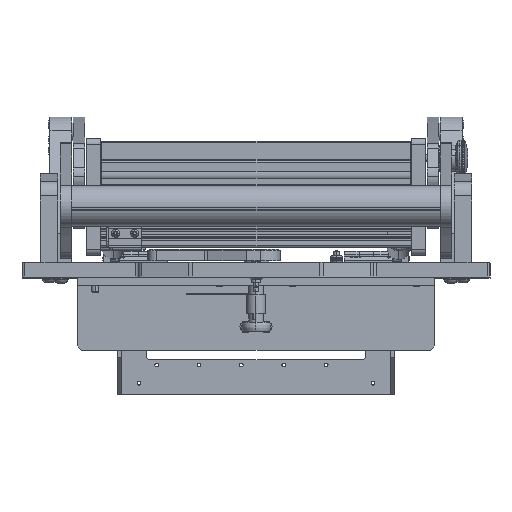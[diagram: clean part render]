
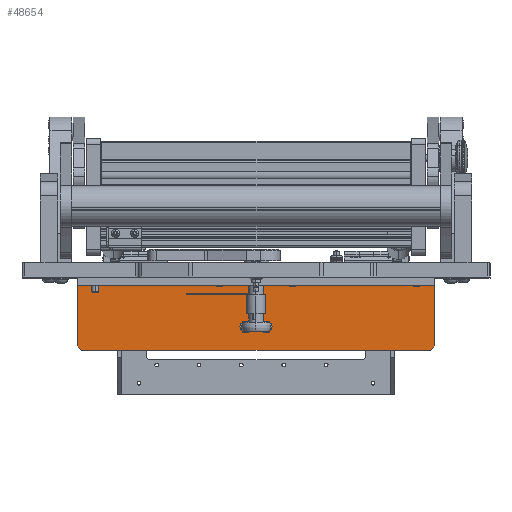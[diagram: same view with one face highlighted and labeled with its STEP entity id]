
A CAD part, top view. The second image highlights one B-rep face of the part: STEP entity #48654.
In plain terms, the highlighted face is planar.
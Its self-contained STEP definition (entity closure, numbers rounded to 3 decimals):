
#92 = ORIENTED_EDGE ( 'NONE', *, *, #81550, .T. ) ;
#1266 = CIRCLE ( 'NONE', #84269, 1.7 ) ;
#1458 = VERTEX_POINT ( 'NONE', #17170 ) ;
#2444 = EDGE_CURVE ( 'NONE', #21857, #75424, #56173, .T. ) ;
#2702 = DIRECTION ( 'NONE',  ( 0., -1., 0. ) ) ;
#4770 = CARTESIAN_POINT ( 'NONE',  ( -6., -47., 122. ) ) ;
#4864 = CARTESIAN_POINT ( 'NONE',  ( -6., -34., 5.3 ) ) ;
#5128 = DIRECTION ( 'NONE',  ( 0., 1., 0. ) ) ;
#5205 = VECTOR ( 'NONE', #2702, 1000. ) ;
#10084 = PLANE ( 'NONE',  #59945 ) ;
#12554 = DIRECTION ( 'NONE',  ( 0., -1., 0. ) ) ;
#14285 = EDGE_CURVE ( 'NONE', #76807, #39750, #78630, .T. ) ;
#17170 = CARTESIAN_POINT ( 'NONE',  ( -6., -6., -122. ) ) ;
#19518 = CARTESIAN_POINT ( 'NONE',  ( -6., -50., 119. ) ) ;
#19950 = VECTOR ( 'NONE', #12554, 1000. ) ;
#21857 = VERTEX_POINT ( 'NONE', #19518 ) ;
#24122 = DIRECTION ( 'NONE',  ( 1., 0., 0. ) ) ;
#25214 = DIRECTION ( 'NONE',  ( 0., 1., 0. ) ) ;
#25248 = CARTESIAN_POINT ( 'NONE',  ( -6., -6., 122. ) ) ;
#26591 = EDGE_CURVE ( 'NONE', #71756, #75424, #80921, .T. ) ;
#27338 = LINE ( 'NONE', #25248, #36037 ) ;
#30290 = CARTESIAN_POINT ( 'NONE',  ( -6., -50., -119. ) ) ;
#31775 = VERTEX_POINT ( 'NONE', #55337 ) ;
#31791 = ORIENTED_EDGE ( 'NONE', *, *, #44473, .T. ) ;
#33791 = EDGE_CURVE ( 'NONE', #68044, #31775, #53590, .T. ) ;
#35075 = ORIENTED_EDGE ( 'NONE', *, *, #2444, .T. ) ;
#36037 = VECTOR ( 'NONE', #66035, 1000. ) ;
#37379 = CARTESIAN_POINT ( 'NONE',  ( -6., -6., -122. ) ) ;
#37418 = ORIENTED_EDGE ( 'NONE', *, *, #26591, .F. ) ;
#38641 = VERTEX_POINT ( 'NONE', #62418 ) ;
#39750 = VERTEX_POINT ( 'NONE', #30290 ) ;
#40090 = DIRECTION ( 'NONE',  ( 1., 0., 0. ) ) ;
#40878 = DIRECTION ( 'NONE',  ( 0., 1., 0. ) ) ;
#43839 = CARTESIAN_POINT ( 'NONE',  ( -6., -6., 122. ) ) ;
#43982 = FACE_OUTER_BOUND ( 'NONE', #52888, .T. ) ;
#44473 = EDGE_CURVE ( 'NONE', #31775, #68044, #82123, .T. ) ;
#45884 = CARTESIAN_POINT ( 'NONE',  ( -6., -34., 7. ) ) ;
#46816 = CARTESIAN_POINT ( 'NONE',  ( -6., -34., -7. ) ) ;
#47207 = CARTESIAN_POINT ( 'NONE',  ( -6., -6., 122. ) ) ;
#48654 = ADVANCED_FACE ( 'NONE', ( #65750, #50567, #43982 ), #10084, .F. ) ;
#50556 = DIRECTION ( 'NONE',  ( 1., 0., 0. ) ) ;
#50567 = FACE_BOUND ( 'NONE', #58064, .T. ) ;
#52715 = VECTOR ( 'NONE', #88129, 1000. ) ;
#52888 = EDGE_LOOP ( 'NONE', ( #88835, #35075, #37418, #67150, #92, #61362 ) ) ;
#53085 = ORIENTED_EDGE ( 'NONE', *, *, #80139, .T. ) ;
#53098 = CARTESIAN_POINT ( 'NONE',  ( -6., -50., 122. ) ) ;
#53590 = CIRCLE ( 'NONE', #61141, 1.7 ) ;
#54451 = DIRECTION ( 'NONE',  ( 0., 0.707, 0.707 ) ) ;
#55337 = CARTESIAN_POINT ( 'NONE',  ( -6., -34., -5.3 ) ) ;
#56173 = LINE ( 'NONE', #4770, #68113 ) ;
#56911 = CARTESIAN_POINT ( 'NONE',  ( -6., -47., -122. ) ) ;
#57602 = DIRECTION ( 'NONE',  ( 0., 1., 0. ) ) ;
#58064 = EDGE_LOOP ( 'NONE', ( #74798, #31791 ) ) ;
#59945 = AXIS2_PLACEMENT_3D ( 'NONE', #43839, #24122, #79260 ) ;
#60029 = EDGE_CURVE ( 'NONE', #73641, #38641, #84073, .T. ) ;
#60312 = CARTESIAN_POINT ( 'NONE',  ( -6., -6., 122. ) ) ;
#60646 = AXIS2_PLACEMENT_3D ( 'NONE', #85929, #50556, #57602 ) ;
#61141 = AXIS2_PLACEMENT_3D ( 'NONE', #46816, #40090, #5128 ) ;
#61143 = CARTESIAN_POINT ( 'NONE',  ( -6., -34., -8.7 ) ) ;
#61362 = ORIENTED_EDGE ( 'NONE', *, *, #14285, .T. ) ;
#62418 = CARTESIAN_POINT ( 'NONE',  ( -6., -34., 8.7 ) ) ;
#64643 = LINE ( 'NONE', #53098, #52715 ) ;
#65750 = FACE_BOUND ( 'NONE', #73465, .T. ) ;
#66035 = DIRECTION ( 'NONE',  ( 0., 0., -1. ) ) ;
#67150 = ORIENTED_EDGE ( 'NONE', *, *, #86346, .T. ) ;
#67489 = CARTESIAN_POINT ( 'NONE',  ( -6., -50., -119. ) ) ;
#68044 = VERTEX_POINT ( 'NONE', #61143 ) ;
#68113 = VECTOR ( 'NONE', #54451, 1000. ) ;
#69252 = CARTESIAN_POINT ( 'NONE',  ( -6., -34., -7. ) ) ;
#71684 = LINE ( 'NONE', #37379, #5205 ) ;
#71756 = VERTEX_POINT ( 'NONE', #60312 ) ;
#72040 = VECTOR ( 'NONE', #80611, 1000. ) ;
#73326 = DIRECTION ( 'NONE',  ( 1., 0., 0. ) ) ;
#73465 = EDGE_LOOP ( 'NONE', ( #80984, #53085 ) ) ;
#73641 = VERTEX_POINT ( 'NONE', #4864 ) ;
#74798 = ORIENTED_EDGE ( 'NONE', *, *, #33791, .T. ) ;
#75424 = VERTEX_POINT ( 'NONE', #88009 ) ;
#76036 = EDGE_CURVE ( 'NONE', #21857, #39750, #64643, .T. ) ;
#76807 = VERTEX_POINT ( 'NONE', #56911 ) ;
#78630 = LINE ( 'NONE', #67489, #72040 ) ;
#79260 = DIRECTION ( 'NONE',  ( 0., 1., 0. ) ) ;
#80139 = EDGE_CURVE ( 'NONE', #38641, #73641, #1266, .T. ) ;
#80611 = DIRECTION ( 'NONE',  ( 0., -0.707, 0.707 ) ) ;
#80921 = LINE ( 'NONE', #47207, #19950 ) ;
#80984 = ORIENTED_EDGE ( 'NONE', *, *, #60029, .T. ) ;
#81550 = EDGE_CURVE ( 'NONE', #1458, #76807, #71684, .T. ) ;
#82123 = CIRCLE ( 'NONE', #88254, 1.7 ) ;
#82688 = DIRECTION ( 'NONE',  ( 1., 0., 0. ) ) ;
#84073 = CIRCLE ( 'NONE', #60646, 1.7 ) ;
#84269 = AXIS2_PLACEMENT_3D ( 'NONE', #45884, #73326, #25214 ) ;
#85929 = CARTESIAN_POINT ( 'NONE',  ( -6., -34., 7. ) ) ;
#86346 = EDGE_CURVE ( 'NONE', #71756, #1458, #27338, .T. ) ;
#88009 = CARTESIAN_POINT ( 'NONE',  ( -6., -47., 122. ) ) ;
#88129 = DIRECTION ( 'NONE',  ( 0., 0., -1. ) ) ;
#88254 = AXIS2_PLACEMENT_3D ( 'NONE', #69252, #82688, #40878 ) ;
#88835 = ORIENTED_EDGE ( 'NONE', *, *, #76036, .F. ) ;
